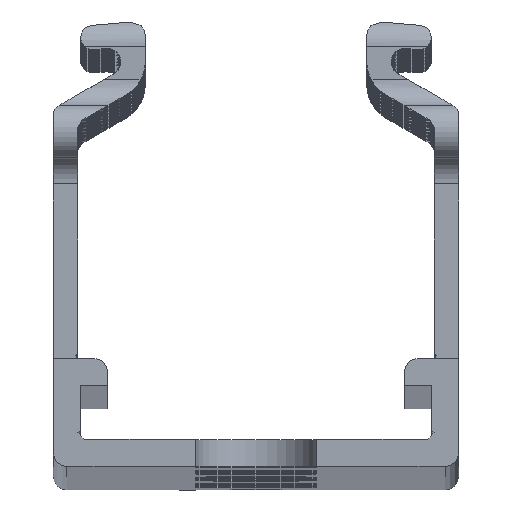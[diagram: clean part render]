
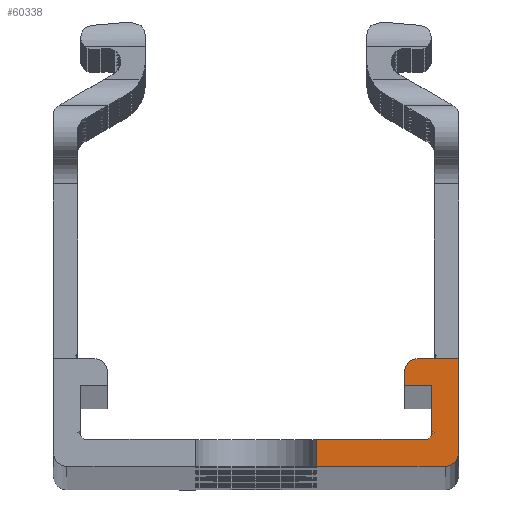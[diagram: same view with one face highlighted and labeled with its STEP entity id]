
A CAD part, top view. The second image highlights one B-rep face of the part: STEP entity #60338.
In plain terms, the highlighted planar face has unit normal (0, 0, 1).
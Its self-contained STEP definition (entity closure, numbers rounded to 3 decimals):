
#1604 = LINE ( 'NONE', #71043, #15759 ) ;
#4468 = CARTESIAN_POINT ( 'NONE',  ( 6., 3.5, 500. ) ) ;
#4910 = CARTESIAN_POINT ( 'NONE',  ( 6.5, 1.2, 500. ) ) ;
#5085 = LINE ( 'NONE', #65489, #49433 ) ;
#6359 = ORIENTED_EDGE ( 'NONE', *, *, #23981, .F. ) ;
#6428 = VERTEX_POINT ( 'NONE', #46989 ) ;
#6620 = CARTESIAN_POINT ( 'NONE',  ( 6.5, 1.315, 500. ) ) ;
#6707 = DIRECTION ( 'NONE',  ( 0., 0., 1. ) ) ;
#6760 = VERTEX_POINT ( 'NONE', #68872 ) ;
#6850 = AXIS2_PLACEMENT_3D ( 'NONE', #4468, #46674, #10540 ) ;
#7581 = CARTESIAN_POINT ( 'NONE',  ( 7., 0., 500. ) ) ;
#7890 = LINE ( 'NONE', #37027, #70272 ) ;
#7987 = VECTOR ( 'NONE', #58747, 1000. ) ;
#9228 = CARTESIAN_POINT ( 'NONE',  ( 0., 1., 500. ) ) ;
#9445 = EDGE_CURVE ( 'NONE', #63337, #51543, #29910, .T. ) ;
#10357 = VECTOR ( 'NONE', #59601, 1000. ) ;
#10540 = DIRECTION ( 'NONE',  ( -1., 0., 0. ) ) ;
#10723 = CARTESIAN_POINT ( 'NONE',  ( 7.5, 13.075, 500. ) ) ;
#12468 = AXIS2_PLACEMENT_3D ( 'NONE', #30736, #6707, #48910 ) ;
#13555 = VECTOR ( 'NONE', #41490, 1000. ) ;
#14217 = CARTESIAN_POINT ( 'NONE',  ( 6.5, 3., 500. ) ) ;
#15289 = DIRECTION ( 'NONE',  ( 0., 1., 0. ) ) ;
#15759 = VECTOR ( 'NONE', #28765, 1000. ) ;
#15808 = CARTESIAN_POINT ( 'NONE',  ( 6.3, 1.2, 500. ) ) ;
#16737 = EDGE_CURVE ( 'NONE', #6428, #44356, #77661, .T. ) ;
#16908 = VECTOR ( 'NONE', #57496, 1000. ) ;
#17112 = ORIENTED_EDGE ( 'NONE', *, *, #20535, .F. ) ;
#17750 = AXIS2_PLACEMENT_3D ( 'NONE', #15808, #58030, #21888 ) ;
#18118 = VERTEX_POINT ( 'NONE', #39394 ) ;
#18543 = DIRECTION ( 'NONE',  ( 0., 0., -1. ) ) ;
#19717 = VERTEX_POINT ( 'NONE', #64824 ) ;
#19832 = CARTESIAN_POINT ( 'NONE',  ( 2.25, 0., 500. ) ) ;
#20535 = EDGE_CURVE ( 'NONE', #18118, #46956, #27090, .T. ) ;
#20653 = EDGE_CURVE ( 'NONE', #46956, #19717, #37220, .T. ) ;
#21888 = DIRECTION ( 'NONE',  ( 1., 0., 0. ) ) ;
#23981 = EDGE_CURVE ( 'NONE', #51397, #49707, #50998, .T. ) ;
#24187 = CARTESIAN_POINT ( 'NONE',  ( 6.6, 1.258, 500. ) ) ;
#24581 = CARTESIAN_POINT ( 'NONE',  ( 6.3, 1., 500. ) ) ;
#27090 = LINE ( 'NONE', #39281, #57267 ) ;
#28719 = CARTESIAN_POINT ( 'NONE',  ( 6.5, 4., 500. ) ) ;
#28765 = DIRECTION ( 'NONE',  ( -0.866, -0.5, 0. ) ) ;
#29605 = FACE_OUTER_BOUND ( 'NONE', #72662, .T. ) ;
#29910 = LINE ( 'NONE', #28719, #60110 ) ;
#30608 = ORIENTED_EDGE ( 'NONE', *, *, #31450, .F. ) ;
#30736 = CARTESIAN_POINT ( 'NONE',  ( -6.3, 12.555, 500. ) ) ;
#31450 = EDGE_CURVE ( 'NONE', #42154, #6428, #56126, .T. ) ;
#32939 = LINE ( 'NONE', #9228, #16908 ) ;
#33620 = ORIENTED_EDGE ( 'NONE', *, *, #71326, .T. ) ;
#34795 = DIRECTION ( 'NONE',  ( 0., 1., 0. ) ) ;
#35604 = DIRECTION ( 'NONE',  ( 0.866, -0.5, 0. ) ) ;
#37027 = CARTESIAN_POINT ( 'NONE',  ( 0., 0., 500. ) ) ;
#37220 = CIRCLE ( 'NONE', #6850, 0.5 ) ;
#38675 = ORIENTED_EDGE ( 'NONE', *, *, #64252, .T. ) ;
#39281 = CARTESIAN_POINT ( 'NONE',  ( 5.5, 4., 500. ) ) ;
#39394 = CARTESIAN_POINT ( 'NONE',  ( 5.5, 3., 500. ) ) ;
#41094 = ORIENTED_EDGE ( 'NONE', *, *, #77822, .T. ) ;
#41359 = CARTESIAN_POINT ( 'NONE',  ( 2.25, 12.555, 500. ) ) ;
#41380 = CARTESIAN_POINT ( 'NONE',  ( 6.6, 1.258, 500. ) ) ;
#41490 = DIRECTION ( 'NONE',  ( -1., 0., 0. ) ) ;
#42154 = VERTEX_POINT ( 'NONE', #66096 ) ;
#42295 = VERTEX_POINT ( 'NONE', #19832 ) ;
#42817 = PLANE ( 'NONE',  #12468 ) ;
#43071 = DIRECTION ( 'NONE',  ( 1., 0., 0. ) ) ;
#43518 = CARTESIAN_POINT ( 'NONE',  ( 5.5, 3.5, 500. ) ) ;
#43781 = ORIENTED_EDGE ( 'NONE', *, *, #20653, .F. ) ;
#44356 = VERTEX_POINT ( 'NONE', #7581 ) ;
#44978 = ORIENTED_EDGE ( 'NONE', *, *, #55792, .F. ) ;
#45974 = AXIS2_PLACEMENT_3D ( 'NONE', #54676, #18543, #60750 ) ;
#46490 = VECTOR ( 'NONE', #35604, 1000. ) ;
#46674 = DIRECTION ( 'NONE',  ( 0., 0., -1. ) ) ;
#46956 = VERTEX_POINT ( 'NONE', #43518 ) ;
#46989 = CARTESIAN_POINT ( 'NONE',  ( 7.5, 0.5, 500. ) ) ;
#48910 = DIRECTION ( 'NONE',  ( 1., 0., 0. ) ) ;
#49433 = VECTOR ( 'NONE', #53286, 1000. ) ;
#49707 = VERTEX_POINT ( 'NONE', #4910 ) ;
#50998 = CIRCLE ( 'NONE', #17750, 0.2 ) ;
#51397 = VERTEX_POINT ( 'NONE', #24581 ) ;
#51543 = VERTEX_POINT ( 'NONE', #14217 ) ;
#51831 = EDGE_CURVE ( 'NONE', #42295, #6760, #74609, .T. ) ;
#53286 = DIRECTION ( 'NONE',  ( 1., 0., 0. ) ) ;
#54676 = CARTESIAN_POINT ( 'NONE',  ( 7., 0.5, 500. ) ) ;
#55792 = EDGE_CURVE ( 'NONE', #19717, #42154, #5085, .T. ) ;
#56126 = LINE ( 'NONE', #10723, #7987 ) ;
#56684 = EDGE_CURVE ( 'NONE', #51543, #18118, #59854, .T. ) ;
#57267 = VECTOR ( 'NONE', #15289, 1000. ) ;
#57496 = DIRECTION ( 'NONE',  ( -1., 0., 0. ) ) ;
#58030 = DIRECTION ( 'NONE',  ( 0., 0., 1. ) ) ;
#58747 = DIRECTION ( 'NONE',  ( 0., -1., 0. ) ) ;
#58863 = ORIENTED_EDGE ( 'NONE', *, *, #9445, .F. ) ;
#59601 = DIRECTION ( 'NONE',  ( 0., 1., 0. ) ) ;
#59854 = LINE ( 'NONE', #77739, #13555 ) ;
#60110 = VECTOR ( 'NONE', #34795, 1000. ) ;
#60338 = ADVANCED_FACE ( 'NONE', ( #29605 ), #42817, .T. ) ;
#60750 = DIRECTION ( 'NONE',  ( 1., 0., 0. ) ) ;
#63337 = VERTEX_POINT ( 'NONE', #6620 ) ;
#64252 = EDGE_CURVE ( 'NONE', #51397, #6760, #32939, .T. ) ;
#64503 = LINE ( 'NONE', #41380, #46490 ) ;
#64824 = CARTESIAN_POINT ( 'NONE',  ( 6., 4., 500. ) ) ;
#65006 = ORIENTED_EDGE ( 'NONE', *, *, #56684, .F. ) ;
#65489 = CARTESIAN_POINT ( 'NONE',  ( 6.6, 4., 500. ) ) ;
#66096 = CARTESIAN_POINT ( 'NONE',  ( 7.5, 4., 500. ) ) ;
#68872 = CARTESIAN_POINT ( 'NONE',  ( 2.25, 1., 500. ) ) ;
#70272 = VECTOR ( 'NONE', #43071, 1000. ) ;
#70617 = VERTEX_POINT ( 'NONE', #24187 ) ;
#70921 = ORIENTED_EDGE ( 'NONE', *, *, #78418, .T. ) ;
#71043 = CARTESIAN_POINT ( 'NONE',  ( 6.5, 1.2, 500. ) ) ;
#71326 = EDGE_CURVE ( 'NONE', #70617, #49707, #1604, .T. ) ;
#72662 = EDGE_LOOP ( 'NONE', ( #76289, #41094, #76021, #30608, #44978, #43781, #17112, #65006, #58863, #70921, #33620, #6359, #38675 ) ) ;
#74609 = LINE ( 'NONE', #41359, #10357 ) ;
#76021 = ORIENTED_EDGE ( 'NONE', *, *, #16737, .F. ) ;
#76289 = ORIENTED_EDGE ( 'NONE', *, *, #51831, .F. ) ;
#77661 = CIRCLE ( 'NONE', #45974, 0.5 ) ;
#77739 = CARTESIAN_POINT ( 'NONE',  ( 6.5, 3., 500. ) ) ;
#77822 = EDGE_CURVE ( 'NONE', #42295, #44356, #7890, .T. ) ;
#78418 = EDGE_CURVE ( 'NONE', #63337, #70617, #64503, .T. ) ;
